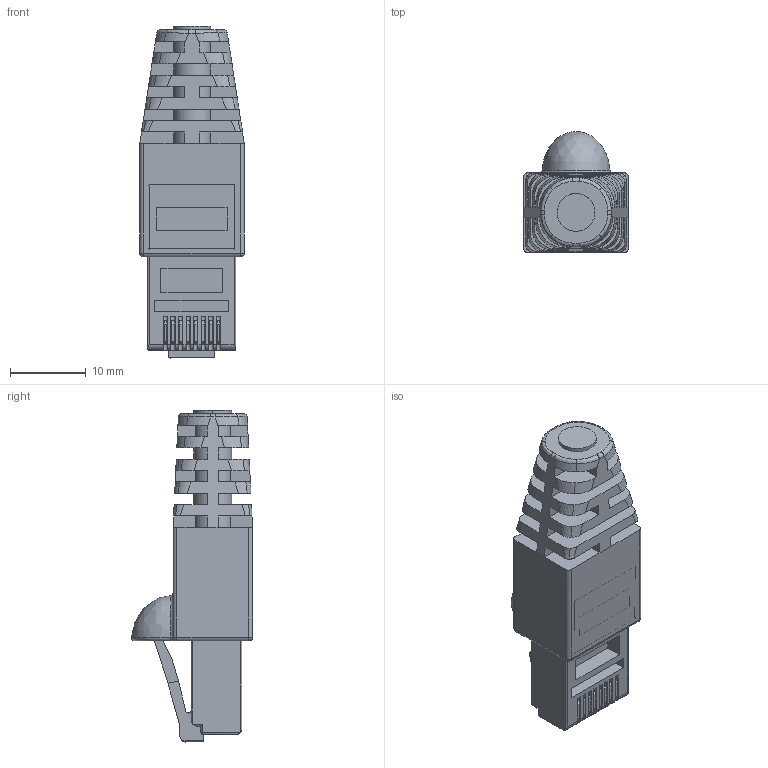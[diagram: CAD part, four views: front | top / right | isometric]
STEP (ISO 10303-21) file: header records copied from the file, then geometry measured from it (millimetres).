
FILE_DESCRIPTION (( 'STEP AP214' ), '1' );
FILE_NAME ('User Library-RJ45 Kabel.STEP', '2020-08-14T12:34:29', ( '' ), ( '' ), 'SwSTEP 2.0', 'SolidWorks 2020', '' );
FILE_SCHEMA (( 'AUTOMOTIVE_DESIGN' ));
Length unit declared in the file: millimetre
Products named in the file (1): User Library-RJ45 Kabel
Bounding box: 13.8 x 15.99 x 43.85 mm (x, y, z)
Volume: 4603.5 mm3; surface area: 4492.7 mm2
Topology: 2 solids, 2 shells, 358 faces, 991 edges, 642 vertices
Faces by surface type: plane 212, cylinder 77, bspline 69
Entity records: 18419 total; most frequent: CARTESIAN_POINT 5918, ORIENTED_EDGE 1964, DIRECTION 1484, EDGE_CURVE 982, LINE 656, VECTOR 656, VERTEX_POINT 642, AXIS2_PLACEMENT_3D 414
